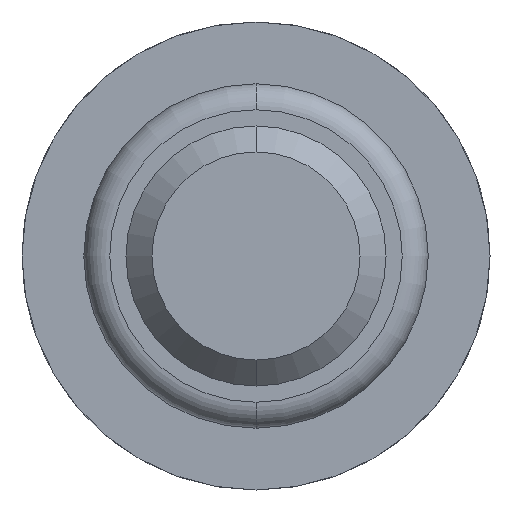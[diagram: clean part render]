
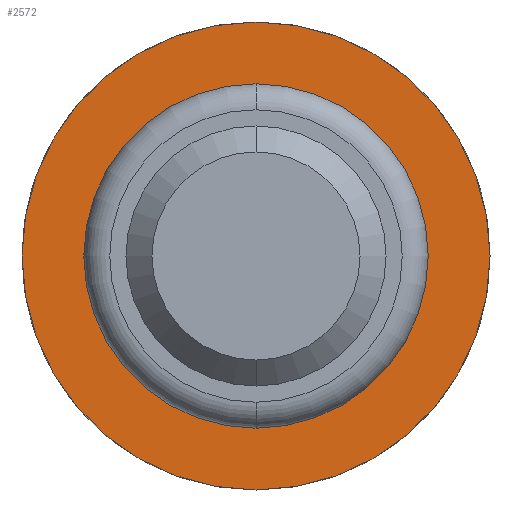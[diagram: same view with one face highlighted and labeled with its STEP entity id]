
A CAD part, front view. The second image highlights one B-rep face of the part: STEP entity #2572.
In plain terms, the highlighted planar face has unit normal (0, -1, 0).
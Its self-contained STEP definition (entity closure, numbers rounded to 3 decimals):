
#4 = CIRCLE ( 'NONE', #4402, 1.325 ) ;
#166 = CARTESIAN_POINT ( 'NONE',  ( 0., -1.8, 1.8 ) ) ;
#449 = AXIS2_PLACEMENT_3D ( 'NONE', #3339, #3742, #2124 ) ;
#675 = VERTEX_POINT ( 'NONE', #4669 ) ;
#724 = CARTESIAN_POINT ( 'NONE',  ( 0., -1.8, -1.8 ) ) ;
#764 = ORIENTED_EDGE ( 'NONE', *, *, #1555, .F. ) ;
#898 = PLANE ( 'NONE',  #449 ) ;
#1090 = CIRCLE ( 'NONE', #1523, 1.8 ) ;
#1425 = DIRECTION ( 'NONE',  ( 0., 1., 0. ) ) ;
#1523 = AXIS2_PLACEMENT_3D ( 'NONE', #1786, #1425, #2646 ) ;
#1555 = EDGE_CURVE ( 'Defeature ausgef�hrt4_12+Defeature ausgef�hrt4_13+Defeature ausgef�hrt4_13+Defeature ausgef�hrt4_13', #1625, #5098, #1090, .T. ) ;
#1559 = FACE_OUTER_BOUND ( 'NONE', #3610, .T. ) ;
#1561 = EDGE_CURVE ( 'Defeature ausgef�hrt4_13+Defeature ausgef�hrt4_14+Defeature ausgef�hrt4_14+Defeature ausgef�hrt4_14', #675, #2886, #4, .T. ) ;
#1625 = VERTEX_POINT ( 'NONE', #724 ) ;
#1729 = FACE_BOUND ( 'NONE', #3809, .T. ) ;
#1786 = CARTESIAN_POINT ( 'NONE',  ( 0., -1.8, 0. ) ) ;
#1824 = DIRECTION ( 'NONE',  ( 0., 0., 1. ) ) ;
#1857 = DIRECTION ( 'NONE',  ( 0., 1., 0. ) ) ;
#1999 = DIRECTION ( 'NONE',  ( 0., 1., 0. ) ) ;
#2124 = DIRECTION ( 'NONE',  ( 0., 0., 1. ) ) ;
#2176 = CARTESIAN_POINT ( 'NONE',  ( 0., -1.8, 1.325 ) ) ;
#2572 = ADVANCED_FACE ( 'Defeature ausgef�hrt4_13', ( #1559, #1729 ), #898, .F. ) ;
#2646 = DIRECTION ( 'NONE',  ( 0., 0., 1. ) ) ;
#2734 = CIRCLE ( 'NONE', #5076, 1.8 ) ;
#2789 = DIRECTION ( 'NONE',  ( 0., 0., 1. ) ) ;
#2834 = DIRECTION ( 'NONE',  ( 0., 0., 1. ) ) ;
#2886 = VERTEX_POINT ( 'NONE', #2176 ) ;
#3169 = CIRCLE ( 'NONE', #4977, 1.325 ) ;
#3339 = CARTESIAN_POINT ( 'NONE',  ( 1.8, -1.8, 0. ) ) ;
#3473 = CARTESIAN_POINT ( 'NONE',  ( 0., -1.8, 0. ) ) ;
#3610 = EDGE_LOOP ( 'NONE', ( #5111, #764 ) ) ;
#3617 = EDGE_CURVE ( 'Defeature ausgef�hrt4_13+Defeature ausgef�hrt4_14+Defeature ausgef�hrt4_14+Defeature ausgef�hrt4_14', #2886, #675, #3169, .T. ) ;
#3742 = DIRECTION ( 'NONE',  ( 0., 1., 0. ) ) ;
#3809 = EDGE_LOOP ( 'NONE', ( #4800, #4444 ) ) ;
#4402 = AXIS2_PLACEMENT_3D ( 'NONE', #3473, #1857, #1824 ) ;
#4444 = ORIENTED_EDGE ( 'NONE', *, *, #1561, .T. ) ;
#4669 = CARTESIAN_POINT ( 'NONE',  ( 0., -1.8, -1.325 ) ) ;
#4766 = CARTESIAN_POINT ( 'NONE',  ( 0., -1.8, 0. ) ) ;
#4800 = ORIENTED_EDGE ( 'NONE', *, *, #3617, .T. ) ;
#4977 = AXIS2_PLACEMENT_3D ( 'NONE', #5249, #1999, #2834 ) ;
#5076 = AXIS2_PLACEMENT_3D ( 'NONE', #4766, #5177, #2789 ) ;
#5098 = VERTEX_POINT ( 'NONE', #166 ) ;
#5111 = ORIENTED_EDGE ( 'NONE', *, *, #5253, .F. ) ;
#5177 = DIRECTION ( 'NONE',  ( 0., 1., 0. ) ) ;
#5249 = CARTESIAN_POINT ( 'NONE',  ( 0., -1.8, 0. ) ) ;
#5253 = EDGE_CURVE ( 'Defeature ausgef�hrt4_12+Defeature ausgef�hrt4_13+Defeature ausgef�hrt4_13+Defeature ausgef�hrt4_13', #5098, #1625, #2734, .T. ) ;
